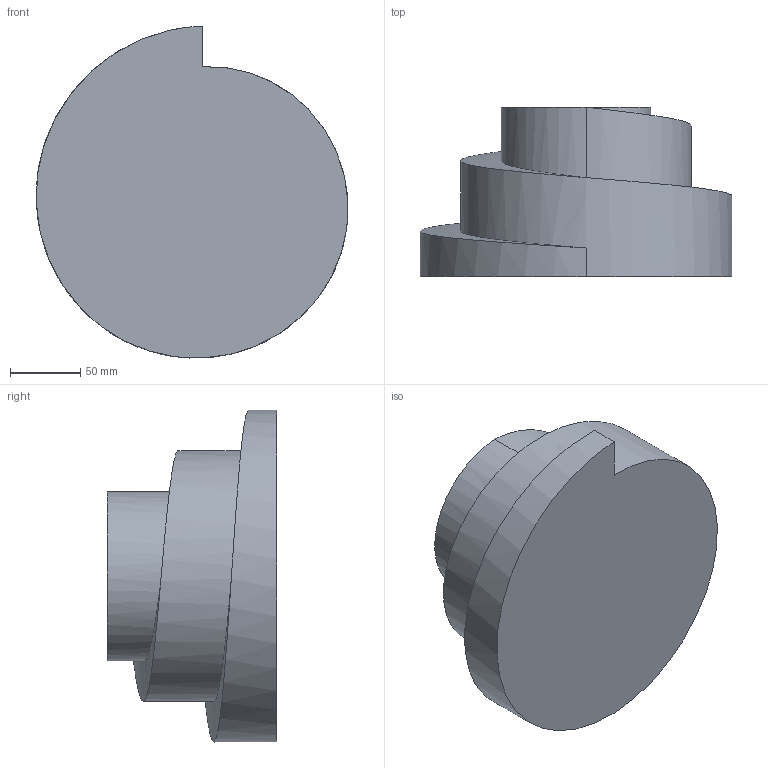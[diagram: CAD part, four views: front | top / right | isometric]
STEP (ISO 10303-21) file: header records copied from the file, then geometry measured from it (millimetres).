
FILE_DESCRIPTION (( 'STEP AP214' ), '1' );
FILE_NAME ('Spiralkörper.STEP', '2013-06-11T10:18:46', ( '' ), ( '' ), 'SwSTEP 2.0', 'SolidWorks 2013', '' );
FILE_SCHEMA (( 'AUTOMOTIVE_DESIGN' ));
Length unit declared in the file: millimetre
Products named in the file (1): Spiralkörper
Bounding box: 221.21 x 120 x 235.56 mm (x, y, z)
Volume: 2978516.5 mm3; surface area: 143289.9 mm2
Topology: 1 solids, 1 shells, 6 faces, 11 edges, 7 vertices
Faces by surface type: bspline 3, plane 3
Entity records: 1298 total; most frequent: CARTESIAN_POINT 1163, ORIENTED_EDGE 22, DIRECTION 13, EDGE_CURVE 11, VERTEX_POINT 7, EDGE_LOOP 6, ADVANCED_FACE 6, B_SPLINE_CURVE_WITH_KNOTS 6
